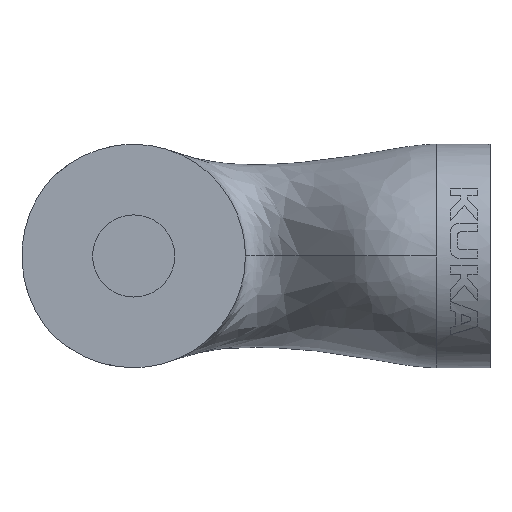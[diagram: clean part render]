
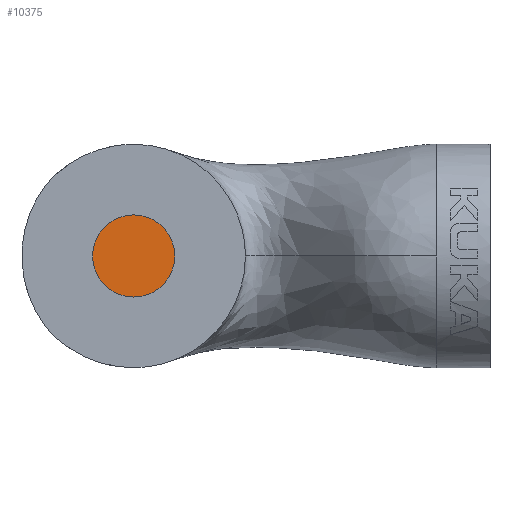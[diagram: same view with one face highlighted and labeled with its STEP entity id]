
A CAD part, front view. The second image highlights one B-rep face of the part: STEP entity #10375.
In plain terms, the highlighted planar face has unit normal (0, -1, 0).
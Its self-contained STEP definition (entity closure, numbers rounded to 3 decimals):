
#10350=CARTESIAN_POINT('',(0.,-10.5,340.));
#10351=DIRECTION('',(0.,-1.,0.));
#10352=DIRECTION('',(1.,0.,0.));
#10353=AXIS2_PLACEMENT_3D('',#10350,#10351,#10352);
#10354=PLANE('',#10353);
#10355=CARTESIAN_POINT('',(-25.,-10.5,340.));
#10356=VERTEX_POINT('',#10355);
#10357=CARTESIAN_POINT('',(25.,-10.5,340.));
#10358=VERTEX_POINT('',#10357);
#10359=CARTESIAN_POINT('',(0.,-10.5,340.));
#10360=DIRECTION('',(0.,-1.,-0.));
#10361=DIRECTION('',(-1.,0.,-0.));
#10362=AXIS2_PLACEMENT_3D('',#10359,#10360,#10361);
#10363=CIRCLE('',#10362,25.);
#10364=EDGE_CURVE('',#10356,#10358,#10363,.T.);
#10365=ORIENTED_EDGE('',*,*,#10364,.T.);
#10366=CARTESIAN_POINT('',(0.,-10.5,340.));
#10367=DIRECTION('',(0.,-1.,-0.));
#10368=DIRECTION('',(-1.,0.,-0.));
#10369=AXIS2_PLACEMENT_3D('',#10366,#10367,#10368);
#10370=CIRCLE('',#10369,25.);
#10371=EDGE_CURVE('',#10358,#10356,#10370,.T.);
#10372=ORIENTED_EDGE('',*,*,#10371,.T.);
#10373=EDGE_LOOP('',(#10365,#10372));
#10374=FACE_BOUND('',#10373,.T.);
#10375=ADVANCED_FACE('',(#10374),#10354,.T.);
